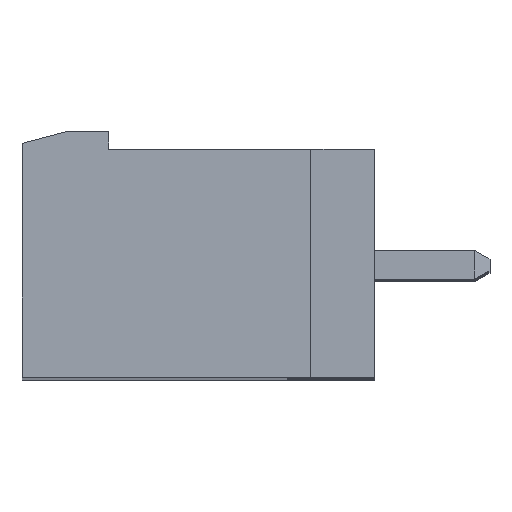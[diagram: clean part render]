
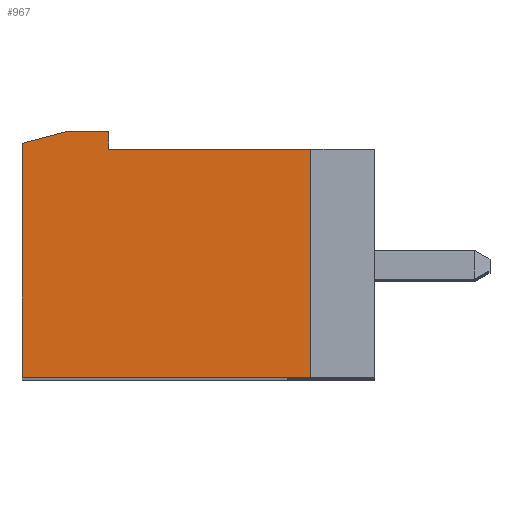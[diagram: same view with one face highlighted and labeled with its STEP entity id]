
A CAD part, top view. The second image highlights one B-rep face of the part: STEP entity #967.
In plain terms, the highlighted planar face has unit normal (0, 0, 1).
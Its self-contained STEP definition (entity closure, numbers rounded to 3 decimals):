
#967 = ADVANCED_FACE( '', ( #2121 ), #2122, .F. );
#2121 = FACE_OUTER_BOUND( '', #3471, .T. );
#2122 = PLANE( '', #3472 );
#3471 = EDGE_LOOP( '', ( #6266, #6267, #6268, #6269, #6270, #6271, #6272 ) );
#3472 = AXIS2_PLACEMENT_3D( '', #6273, #6274, #6275 );
#6266 = ORIENTED_EDGE( '', *, *, #8730, .F. );
#6267 = ORIENTED_EDGE( '', *, *, #8444, .F. );
#6268 = ORIENTED_EDGE( '', *, *, #8275, .F. );
#6269 = ORIENTED_EDGE( '', *, *, #9046, .F. );
#6270 = ORIENTED_EDGE( '', *, *, #8360, .F. );
#6271 = ORIENTED_EDGE( '', *, *, #7989, .F. );
#6272 = ORIENTED_EDGE( '', *, *, #9047, .F. );
#6273 = CARTESIAN_POINT( '', ( 197.225, 204.81, 81.76 ) );
#6274 = DIRECTION( '', ( 0., 0., -1. ) );
#6275 = DIRECTION( '', ( 0., -1., 0. ) );
#7989 = EDGE_CURVE( '', #9554, #9557, #9558, .T. );
#8275 = EDGE_CURVE( '', #10058, #10060, #10061, .T. );
#8360 = EDGE_CURVE( '', #9557, #10211, #10212, .T. );
#8444 = EDGE_CURVE( '', #10060, #10341, #10342, .T. );
#8730 = EDGE_CURVE( '', #10341, #10765, #10766, .T. );
#9046 = EDGE_CURVE( '', #10211, #10058, #11190, .T. );
#9047 = EDGE_CURVE( '', #10765, #9554, #11191, .T. );
#9554 = VERTEX_POINT( '', #11813 );
#9557 = VERTEX_POINT( '', #11817 );
#9558 = LINE( '', #11818, #11819 );
#10058 = VERTEX_POINT( '', #12551 );
#10060 = VERTEX_POINT( '', #12554 );
#10061 = LINE( '', #12555, #12556 );
#10211 = VERTEX_POINT( '', #12786 );
#10212 = LINE( '', #12787, #12788 );
#10341 = VERTEX_POINT( '', #12981 );
#10342 = LINE( '', #12982, #12983 );
#10765 = VERTEX_POINT( '', #13625 );
#10766 = LINE( '', #13626, #13627 );
#11190 = LINE( '', #14265, #14266 );
#11191 = LINE( '', #14267, #14268 );
#11813 = CARTESIAN_POINT( '', ( 204.225, 204.11, 81.76 ) );
#11817 = CARTESIAN_POINT( '', ( 204.225, 196.21, 81.76 ) );
#11818 = CARTESIAN_POINT( '', ( 204.225, 196.21, 81.76 ) );
#11819 = VECTOR( '', #14925, 1000. );
#12551 = CARTESIAN_POINT( '', ( 194.225, 204.31, 81.76 ) );
#12554 = CARTESIAN_POINT( '', ( 195.718, 204.71, 81.76 ) );
#12555 = CARTESIAN_POINT( '', ( 195.718, 204.71, 81.76 ) );
#12556 = VECTOR( '', #15171, 1000. );
#12786 = CARTESIAN_POINT( '', ( 194.225, 196.21, 81.76 ) );
#12787 = CARTESIAN_POINT( '', ( 194.225, 196.21, 81.76 ) );
#12788 = VECTOR( '', #15252, 1000. );
#12981 = CARTESIAN_POINT( '', ( 197.225, 204.71, 81.76 ) );
#12982 = CARTESIAN_POINT( '', ( 197.225, 204.71, 81.76 ) );
#12983 = VECTOR( '', #15326, 1000. );
#13625 = CARTESIAN_POINT( '', ( 197.225, 204.11, 81.76 ) );
#13626 = CARTESIAN_POINT( '', ( 197.225, 204.31, 81.76 ) );
#13627 = VECTOR( '', #15549, 1000. );
#14265 = CARTESIAN_POINT( '', ( 194.225, 204.41, 81.76 ) );
#14266 = VECTOR( '', #15794, 1000. );
#14267 = CARTESIAN_POINT( '', ( 204.025, 204.11, 81.76 ) );
#14268 = VECTOR( '', #15795, 1000. );
#14925 = DIRECTION( '', ( 0., -1., 0. ) );
#15171 = DIRECTION( '', ( 0.966, 0.259, 0. ) );
#15252 = DIRECTION( '', ( -1., 0., 0. ) );
#15326 = DIRECTION( '', ( 1., 0., 0. ) );
#15549 = DIRECTION( '', ( 0., -1., 0. ) );
#15794 = DIRECTION( '', ( 0., 1., 0. ) );
#15795 = DIRECTION( '', ( 1., 0., 0. ) );
